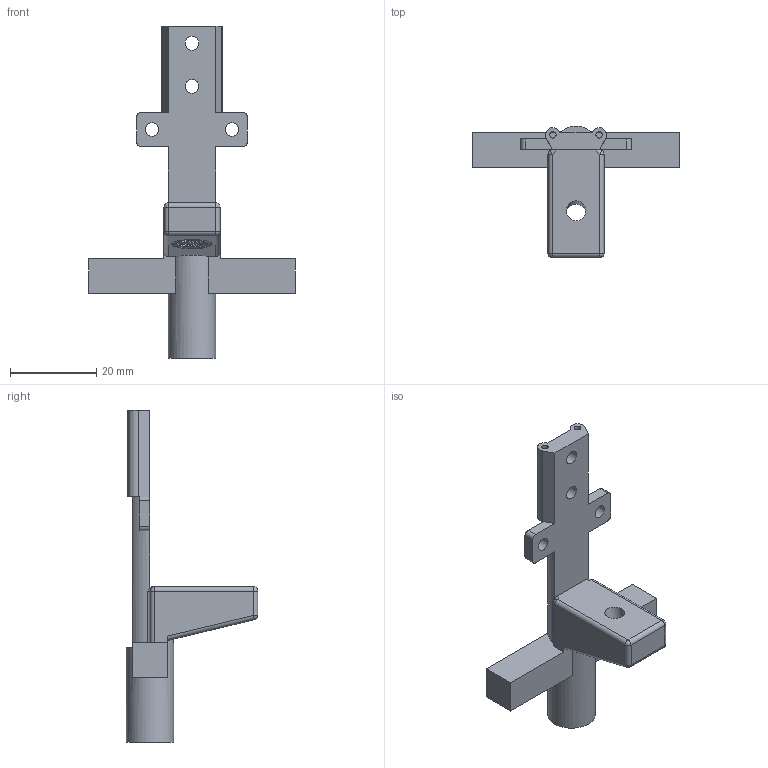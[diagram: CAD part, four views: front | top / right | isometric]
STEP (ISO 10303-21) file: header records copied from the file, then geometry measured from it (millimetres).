
FILE_DESCRIPTION(/* description */ (''),/* implementation_level */ '2;1');
FILE_NAME(/* name */ 'platinum_electrode v46.step',/* time_stamp */ '2024-09-26T13:25:40+02:00',/* author */ (''),/* organization */ (''),/* preprocessor_version */ 'ST-DEVELOPER v20',/* originating_system */ 'Autodesk Translation Framework v13.20.0.188',/* authorisation */ '');
FILE_SCHEMA (('AUTOMOTIVE_DESIGN { 1 0 10303 214 3 1 1 }'));
Length unit declared in the file: millimetre
Products named in the file (1): platinum_electrode
Bounding box: 48 x 30.5 x 77 mm (x, y, z)
Volume: 9406.6 mm3; surface area: 6098.1 mm2
Topology: 1 solids, 1 shells, 88 faces, 230 edges, 146 vertices
Faces by surface type: cylinder 45, plane 32, sphere 6, torus 2, bspline 2, cone 1
Full cylindrical faces by diameter (mm): 1.5 x2, 3.1 x2, 3.2 x2, 4.5 x1, 9.004 x6, 9.906 x7, 11 x1
Entity records: 4665 total; most frequent: CARTESIAN_POINT 2452, ORIENTED_EDGE 460, DIRECTION 434, EDGE_CURVE 230, AXIS2_PLACEMENT_3D 159, VERTEX_POINT 146, LINE 116, VECTOR 116
